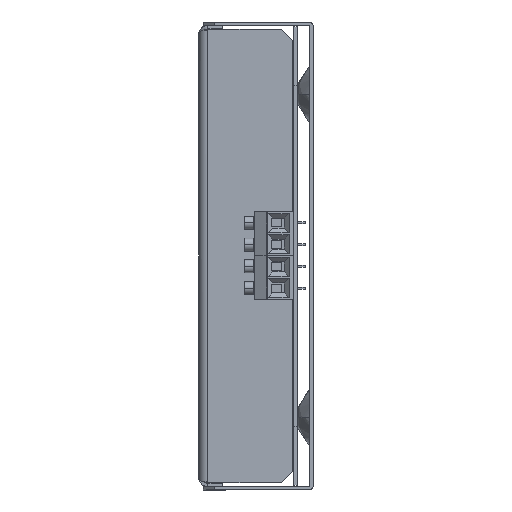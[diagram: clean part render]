
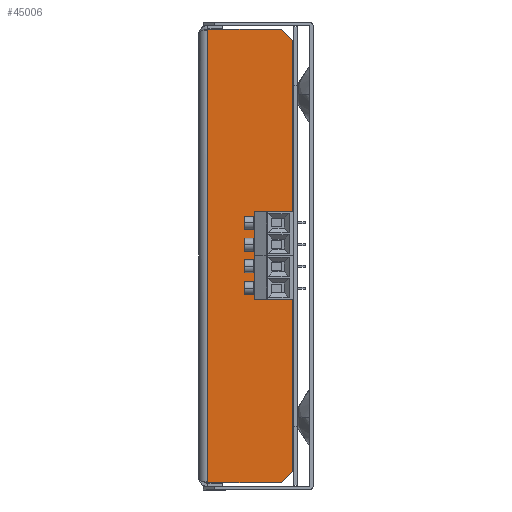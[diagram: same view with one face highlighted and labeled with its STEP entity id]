
A CAD part, left-side view. The second image highlights one B-rep face of the part: STEP entity #45006.
In plain terms, the highlighted planar face has unit normal (-1, 0, 0).
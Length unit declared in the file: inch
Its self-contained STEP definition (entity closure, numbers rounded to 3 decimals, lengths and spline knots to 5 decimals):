
#1888 = DIRECTION ( 'NONE',  ( 0., -0.707, 0.707 ) ) ;
#3552 = VERTEX_POINT ( 'NONE', #66499 ) ;
#12956 = VERTEX_POINT ( 'NONE', #13225 ) ;
#13225 = CARTESIAN_POINT ( 'NONE',  ( -3.34646, 0.55118, 3.89485 ) ) ;
#13468 = LINE ( 'NONE', #20249, #69966 ) ;
#14042 = LINE ( 'NONE', #37876, #32827 ) ;
#14469 = VERTEX_POINT ( 'NONE', #54252 ) ;
#17415 = CARTESIAN_POINT ( 'NONE',  ( -3.34646, 1.9685, 3.89485 ) ) ;
#17909 = EDGE_CURVE ( 'NONE', #3552, #57251, #14042, .T. ) ;
#18845 = EDGE_CURVE ( 'NONE', #27963, #12956, #42992, .T. ) ;
#19984 = VECTOR ( 'NONE', #55647, 39.37008 ) ;
#20249 = CARTESIAN_POINT ( 'NONE',  ( -3.34646, 1.9685, -3.89485 ) ) ;
#21382 = CARTESIAN_POINT ( 'NONE',  ( -3.34646, 0.35433, 0. ) ) ;
#21889 = ORIENTED_EDGE ( 'NONE', *, *, #18845, .T. ) ;
#24240 = LINE ( 'NONE', #28779, #29336 ) ;
#25008 = FACE_OUTER_BOUND ( 'NONE', #54674, .T. ) ;
#25740 = ORIENTED_EDGE ( 'NONE', *, *, #26613, .T. ) ;
#26613 = EDGE_CURVE ( 'NONE', #51838, #14469, #24240, .T. ) ;
#27712 = PLANE ( 'NONE',  #63862 ) ;
#27963 = VERTEX_POINT ( 'NONE', #48604 ) ;
#28779 = CARTESIAN_POINT ( 'NONE',  ( -3.34646, 0.55118, -3.89485 ) ) ;
#29336 = VECTOR ( 'NONE', #1888, 39.37008 ) ;
#32507 = DIRECTION ( 'NONE',  ( -1., 0., 0. ) ) ;
#32827 = VECTOR ( 'NONE', #37415, 39.37008 ) ;
#33280 = DIRECTION ( 'NONE',  ( 0., 0., 1. ) ) ;
#35012 = EDGE_CURVE ( 'NONE', #3552, #51838, #13468, .T. ) ;
#37415 = DIRECTION ( 'NONE',  ( 0., 0., 1. ) ) ;
#37876 = CARTESIAN_POINT ( 'NONE',  ( -3.34646, 1.81102, 7.79201 ) ) ;
#38939 = ORIENTED_EDGE ( 'NONE', *, *, #17909, .F. ) ;
#40629 = DIRECTION ( 'NONE',  ( 0., 0.707, 0.707 ) ) ;
#40871 = CARTESIAN_POINT ( 'NONE',  ( -3.34646, 0.35433, 3.698 ) ) ;
#42992 = LINE ( 'NONE', #40871, #58408 ) ;
#45006 = ADVANCED_FACE ( 'NONE', ( #25008 ), #27712, .T. ) ;
#48604 = CARTESIAN_POINT ( 'NONE',  ( -3.34646, 0.35433, 3.698 ) ) ;
#51838 = VERTEX_POINT ( 'NONE', #57815 ) ;
#54178 = LINE ( 'NONE', #17415, #19984 ) ;
#54252 = CARTESIAN_POINT ( 'NONE',  ( -3.34646, 0.35433, -3.698 ) ) ;
#54543 = CARTESIAN_POINT ( 'NONE',  ( -3.34646, 1.9685, 0. ) ) ;
#54674 = EDGE_LOOP ( 'NONE', ( #57252, #38939, #55655, #25740, #62358, #21889 ) ) ;
#55647 = DIRECTION ( 'NONE',  ( 0., 1., 0. ) ) ;
#55655 = ORIENTED_EDGE ( 'NONE', *, *, #35012, .T. ) ;
#57251 = VERTEX_POINT ( 'NONE', #66311 ) ;
#57252 = ORIENTED_EDGE ( 'NONE', *, *, #64684, .T. ) ;
#57815 = CARTESIAN_POINT ( 'NONE',  ( -3.34646, 0.55118, -3.89485 ) ) ;
#58408 = VECTOR ( 'NONE', #40629, 39.37008 ) ;
#58476 = DIRECTION ( 'NONE',  ( 0., -1., 0. ) ) ;
#60040 = EDGE_CURVE ( 'NONE', #14469, #27963, #70387, .T. ) ;
#60264 = DIRECTION ( 'NONE',  ( 0., -1., 0. ) ) ;
#62358 = ORIENTED_EDGE ( 'NONE', *, *, #60040, .T. ) ;
#63862 = AXIS2_PLACEMENT_3D ( 'NONE', #54543, #32507, #60264 ) ;
#64684 = EDGE_CURVE ( 'NONE', #12956, #57251, #54178, .T. ) ;
#66311 = CARTESIAN_POINT ( 'NONE',  ( -3.34646, 1.81102, 3.89485 ) ) ;
#66499 = CARTESIAN_POINT ( 'NONE',  ( -3.34646, 1.81102, -3.89485 ) ) ;
#67841 = VECTOR ( 'NONE', #33280, 39.37008 ) ;
#69966 = VECTOR ( 'NONE', #58476, 39.37008 ) ;
#70387 = LINE ( 'NONE', #21382, #67841 ) ;
